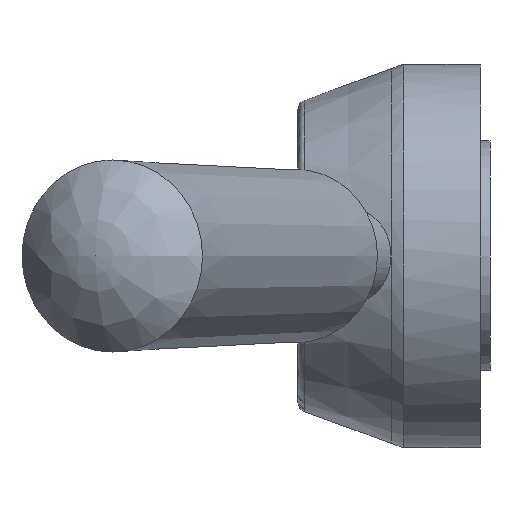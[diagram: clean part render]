
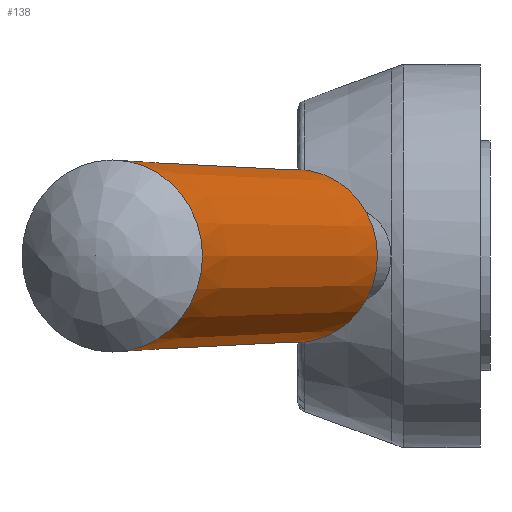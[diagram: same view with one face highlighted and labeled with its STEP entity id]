
A CAD part, left-side view. The second image highlights one B-rep face of the part: STEP entity #138.
In plain terms, the highlighted conical face has half-angle 1.023 degrees and reference radius 9.001 mm.
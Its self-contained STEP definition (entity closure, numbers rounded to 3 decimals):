
#115=CONICAL_SURFACE('',#362,9.001,1.023);
#123=FACE_OUTER_BOUND('',#163,.T.);
#138=ADVANCED_FACE('',(#123,#301),#115,.T.);
#163=EDGE_LOOP('',(#205));
#164=EDGE_LOOP('',(#206));
#205=ORIENTED_EDGE('',*,*,#254,.F.);
#206=ORIENTED_EDGE('',*,*,#255,.T.);
#254=EDGE_CURVE('',#334,#334,#279,.T.);
#255=EDGE_CURVE('',#335,#335,#280,.T.);
#279=CIRCLE('',#360,10.001);
#280=CIRCLE('',#361,9.001);
#301=FACE_BOUND('',#164,.T.);
#334=VERTEX_POINT('',#488);
#335=VERTEX_POINT('',#518);
#360=AXIS2_PLACEMENT_3D('',#487,#403,#404);
#361=AXIS2_PLACEMENT_3D('',#517,#405,#406);
#362=AXIS2_PLACEMENT_3D('',#519,#407,#408);
#403=DIRECTION('',(-0.94,0.342,0.));
#404=DIRECTION('',(-0.342,-0.94,0.));
#405=DIRECTION('',(-0.94,0.342,0.));
#406=DIRECTION('',(-0.342,-0.94,0.));
#407=DIRECTION('',(-0.94,0.342,0.));
#408=DIRECTION('',(-0.342,-0.94,0.));
#487=CARTESIAN_POINT('',(102.872,156.326,0.));
#488=CARTESIAN_POINT('',(99.452,146.928,0.));
#517=CARTESIAN_POINT('',(155.495,137.173,0.));
#518=CARTESIAN_POINT('',(152.417,128.715,0.));
#519=CARTESIAN_POINT('',(155.495,137.173,0.));
